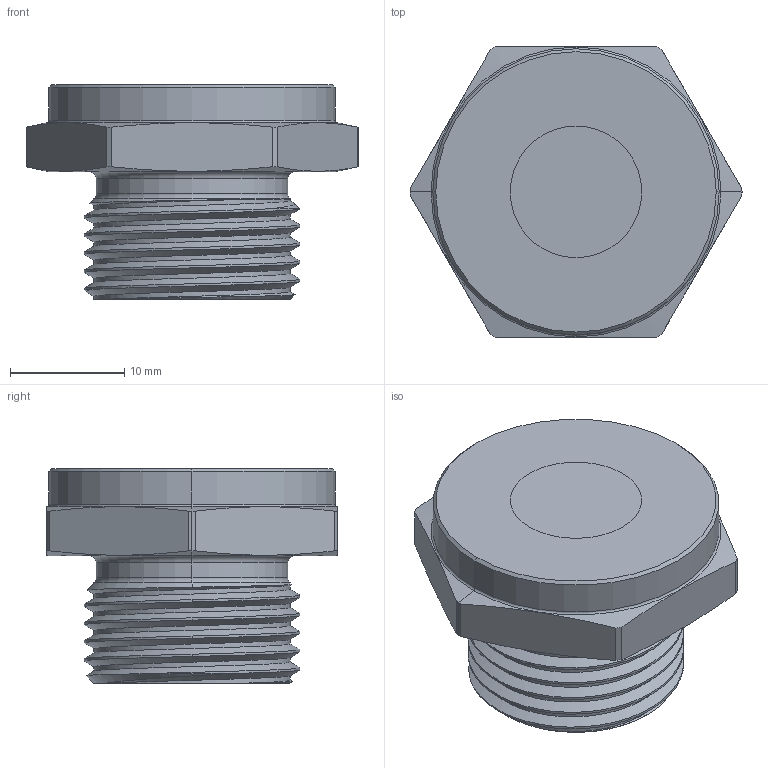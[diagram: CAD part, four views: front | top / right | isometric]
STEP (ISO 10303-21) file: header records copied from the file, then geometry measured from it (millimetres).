
FILE_DESCRIPTION (( 'STEP AP214' ), '1' );
FILE_NAME ('403099.step', '2013-08-19T22:22:18', ( '' ), ( '' ), 'SwSTEP 2.0', 'SolidWorks 2012', '' );
FILE_SCHEMA (( 'AUTOMOTIVE_DESIGN' ));
Length unit declared in the file: inch
Products named in the file (1): 403099
Bounding box: 29.02 x 25.4 x 18.8 mm (x, y, z)
Volume: 5192.6 mm3; surface area: 3441 mm2
Topology: 2 solids, 2 shells, 58 faces, 141 edges, 88 vertices
Faces by surface type: cylinder 26, cone 12, plane 11, torus 6, bspline 3
Entity records: 2946 total; most frequent: CARTESIAN_POINT 1608, ORIENTED_EDGE 282, DIRECTION 262, EDGE_CURVE 141, AXIS2_PLACEMENT_3D 110, VERTEX_POINT 88, EDGE_LOOP 61, ADVANCED_FACE 58
